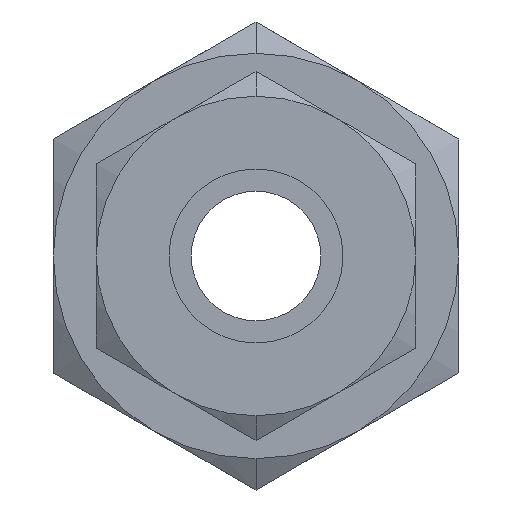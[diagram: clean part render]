
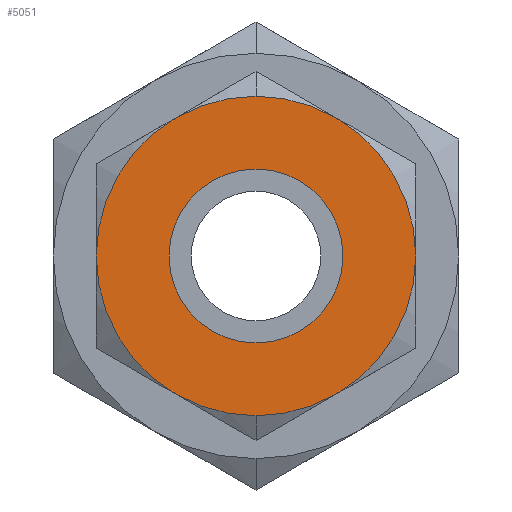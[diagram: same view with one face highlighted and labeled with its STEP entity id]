
A CAD part, left-side view. The second image highlights one B-rep face of the part: STEP entity #5051.
In plain terms, the highlighted planar face has unit normal (-1, 0, 0).
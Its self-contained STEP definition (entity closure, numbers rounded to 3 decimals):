
#377 = CIRCLE ( 'NONE', #1160, 4.763 ) ;
#622 = AXIS2_PLACEMENT_3D ( 'NONE', #8437, #4677, #4057 ) ;
#773 = EDGE_LOOP ( 'NONE', ( #2915, #7535 ) ) ;
#925 = CARTESIAN_POINT ( 'NONE',  ( 0., 0., 4.375 ) ) ;
#1104 = DIRECTION ( 'NONE',  ( 0., 0., -1. ) ) ;
#1160 = AXIS2_PLACEMENT_3D ( 'NONE', #7594, #8661, #1104 ) ;
#1308 = AXIS2_PLACEMENT_3D ( 'NONE', #5808, #9517, #6507 ) ;
#1368 = CARTESIAN_POINT ( 'NONE',  ( 0., 0., 0. ) ) ;
#1455 = AXIS2_PLACEMENT_3D ( 'NONE', #925, #5311, #4720 ) ;
#1651 = EDGE_CURVE ( 'NONE', #6301, #8998, #377, .T. ) ;
#1798 = FACE_BOUND ( 'NONE', #5875, .T. ) ;
#2274 = VERTEX_POINT ( 'NONE', #9083 ) ;
#2345 = ORIENTED_EDGE ( 'NONE', *, *, #1651, .T. ) ;
#2915 = ORIENTED_EDGE ( 'NONE', *, *, #8640, .F. ) ;
#3121 = AXIS2_PLACEMENT_3D ( 'NONE', #1368, #4338, #7319 ) ;
#4005 = PLANE ( 'NONE',  #1455 ) ;
#4057 = DIRECTION ( 'NONE',  ( 0., 0., -1. ) ) ;
#4077 = VERTEX_POINT ( 'NONE', #6134 ) ;
#4338 = DIRECTION ( 'NONE',  ( 1., 0., 0. ) ) ;
#4562 = CARTESIAN_POINT ( 'NONE',  ( 0., 0., 4.763 ) ) ;
#4677 = DIRECTION ( 'NONE',  ( 1., 0., 0. ) ) ;
#4720 = DIRECTION ( 'NONE',  ( 0., 0., 1. ) ) ;
#4827 = CIRCLE ( 'NONE', #622, 8.75 ) ;
#5051 = ADVANCED_FACE ( 'NONE', ( #1798, #8344 ), #4005, .T. ) ;
#5311 = DIRECTION ( 'NONE',  ( -1., 0., 0. ) ) ;
#5499 = CIRCLE ( 'NONE', #1308, 4.763 ) ;
#5607 = CARTESIAN_POINT ( 'NONE',  ( 0., 0., -4.763 ) ) ;
#5808 = CARTESIAN_POINT ( 'NONE',  ( 0., 0., 0. ) ) ;
#5875 = EDGE_LOOP ( 'NONE', ( #2345, #6838 ) ) ;
#6005 = EDGE_CURVE ( 'NONE', #8998, #6301, #5499, .T. ) ;
#6134 = CARTESIAN_POINT ( 'NONE',  ( 0., 0., -8.75 ) ) ;
#6301 = VERTEX_POINT ( 'NONE', #5607 ) ;
#6507 = DIRECTION ( 'NONE',  ( 0., 0., 1. ) ) ;
#6838 = ORIENTED_EDGE ( 'NONE', *, *, #6005, .T. ) ;
#7319 = DIRECTION ( 'NONE',  ( 0., 0., 1. ) ) ;
#7323 = CIRCLE ( 'NONE', #3121, 8.75 ) ;
#7442 = EDGE_CURVE ( 'NONE', #4077, #2274, #4827, .T. ) ;
#7535 = ORIENTED_EDGE ( 'NONE', *, *, #7442, .F. ) ;
#7594 = CARTESIAN_POINT ( 'NONE',  ( 0., 0., 0. ) ) ;
#8344 = FACE_OUTER_BOUND ( 'NONE', #773, .T. ) ;
#8437 = CARTESIAN_POINT ( 'NONE',  ( 0., 0., 0. ) ) ;
#8640 = EDGE_CURVE ( 'NONE', #2274, #4077, #7323, .T. ) ;
#8661 = DIRECTION ( 'NONE',  ( 1., 0., 0. ) ) ;
#8998 = VERTEX_POINT ( 'NONE', #4562 ) ;
#9083 = CARTESIAN_POINT ( 'NONE',  ( 0., 0., 8.75 ) ) ;
#9517 = DIRECTION ( 'NONE',  ( 1., 0., 0. ) ) ;
